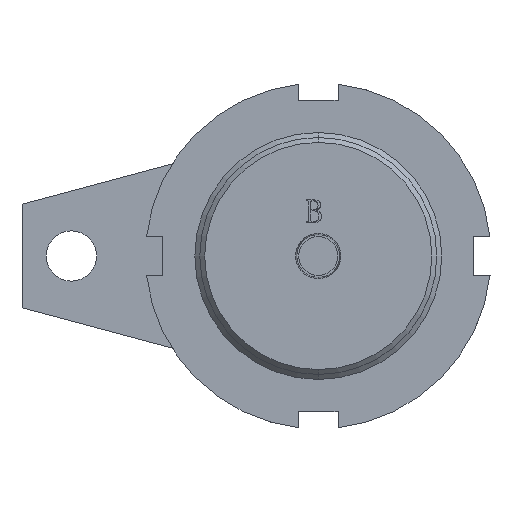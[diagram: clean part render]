
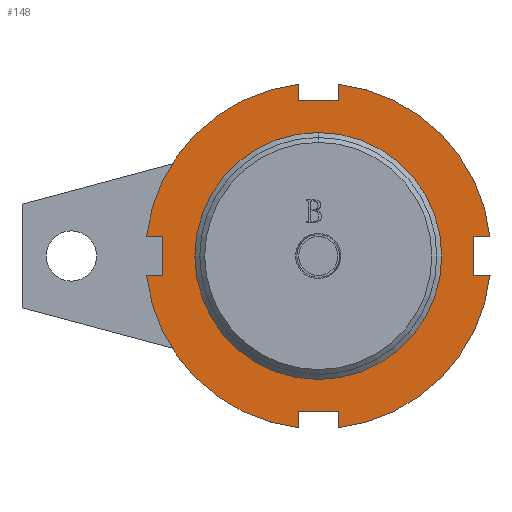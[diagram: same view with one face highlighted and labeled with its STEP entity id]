
A CAD part, front view. The second image highlights one B-rep face of the part: STEP entity #148.
In plain terms, the highlighted face is planar.
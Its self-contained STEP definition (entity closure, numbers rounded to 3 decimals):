
#148 = ADVANCED_FACE ( 'NONE', ( #3140, #3150 ), #4272, .T. ) ;
#217 = VERTEX_POINT ( 'NONE', #4231 ) ;
#243 = ORIENTED_EDGE ( 'NONE', *, *, #6180, .T. ) ;
#247 = ORIENTED_EDGE ( 'NONE', *, *, #6215, .F. ) ;
#356 = ORIENTED_EDGE ( 'NONE', *, *, #6235, .T. ) ;
#373 = VERTEX_POINT ( 'NONE', #4305 ) ;
#377 = VERTEX_POINT ( 'NONE', #4308 ) ;
#387 = VERTEX_POINT ( 'NONE', #4246 ) ;
#398 = VERTEX_POINT ( 'NONE', #4508 ) ;
#401 = VERTEX_POINT ( 'NONE', #4506 ) ;
#411 = ORIENTED_EDGE ( 'NONE', *, *, #6176, .T. ) ;
#412 = ORIENTED_EDGE ( 'NONE', *, *, #6205, .T. ) ;
#413 = VERTEX_POINT ( 'NONE', #4367 ) ;
#431 = ORIENTED_EDGE ( 'NONE', *, *, #6290, .F. ) ;
#445 = VERTEX_POINT ( 'NONE', #4573 ) ;
#468 = VERTEX_POINT ( 'NONE', #4463 ) ;
#470 = VERTEX_POINT ( 'NONE', #4469 ) ;
#474 = VERTEX_POINT ( 'NONE', #4526 ) ;
#477 = VERTEX_POINT ( 'NONE', #4545 ) ;
#478 = ORIENTED_EDGE ( 'NONE', *, *, #6265, .T. ) ;
#481 = ORIENTED_EDGE ( 'NONE', *, *, #6277, .T. ) ;
#485 = ORIENTED_EDGE ( 'NONE', *, *, #6201, .T. ) ;
#494 = ORIENTED_EDGE ( 'NONE', *, *, #6236, .T. ) ;
#502 = VERTEX_POINT ( 'NONE', #4728 ) ;
#504 = ORIENTED_EDGE ( 'NONE', *, *, #6147, .T. ) ;
#505 = ORIENTED_EDGE ( 'NONE', *, *, #6273, .T. ) ;
#507 = ORIENTED_EDGE ( 'NONE', *, *, #6184, .T. ) ;
#510 = VERTEX_POINT ( 'NONE', #4673 ) ;
#523 = ORIENTED_EDGE ( 'NONE', *, *, #6177, .T. ) ;
#527 = ORIENTED_EDGE ( 'NONE', *, *, #6222, .T. ) ;
#531 = ORIENTED_EDGE ( 'NONE', *, *, #6173, .T. ) ;
#744 = DIRECTION ( 'NONE',  ( 1., 0., 0. ) ) ;
#745 = DIRECTION ( 'NONE',  ( 0., 0., 1. ) ) ;
#746 = CARTESIAN_POINT ( 'NONE',  ( 0., 0., 11. ) ) ;
#1186 = VERTEX_POINT ( 'NONE', #4260 ) ;
#1377 = VERTEX_POINT ( 'NONE', #4249 ) ;
#1402 = EDGE_LOOP ( 'NONE', ( #505, #504, #494, #485, #507, #481, #412, #356, #478, #1735, #411, #1714, #531, #527, #523, #243 ) ) ;
#1540 = EDGE_LOOP ( 'NONE', ( #431, #247 ) ) ;
#1608 = VERTEX_POINT ( 'NONE', #4452 ) ;
#1668 = VERTEX_POINT ( 'NONE', #4454 ) ;
#1714 = ORIENTED_EDGE ( 'NONE', *, *, #6194, .T. ) ;
#1735 = ORIENTED_EDGE ( 'NONE', *, *, #6204, .T. ) ;
#2615 = AXIS2_PLACEMENT_3D ( 'NONE', #5057, #5056, #5055 ) ;
#2636 = AXIS2_PLACEMENT_3D ( 'NONE', #5030, #5029, #5028 ) ;
#2719 = AXIS2_PLACEMENT_3D ( 'NONE', #4932, #4931, #4930 ) ;
#2740 = AXIS2_PLACEMENT_3D ( 'NONE', #4763, #4762, #4761 ) ;
#2756 = AXIS2_PLACEMENT_3D ( 'NONE', #746, #745, #744 ) ;
#2866 = AXIS2_PLACEMENT_3D ( 'NONE', #4745, #4744, #4743 ) ;
#3057 = CIRCLE ( 'NONE', #2866, 35. ) ;
#3092 = LINE ( 'NONE', #5173, #3102 ) ;
#3102 = VECTOR ( 'NONE', #5172, 1000. ) ;
#3128 = LINE ( 'NONE', #5058, #3381 ) ;
#3132 = CIRCLE ( 'NONE', #2615, 35. ) ;
#3140 = FACE_OUTER_BOUND ( 'NONE', #1402, .T. ) ;
#3150 = FACE_BOUND ( 'NONE', #1540, .T. ) ;
#3152 = LINE ( 'NONE', #5003, #3277 ) ;
#3154 = VECTOR ( 'NONE', #4967, 1000. ) ;
#3166 = VECTOR ( 'NONE', #4851, 1000. ) ;
#3184 = VECTOR ( 'NONE', #4853, 1000. ) ;
#3189 = LINE ( 'NONE', #4852, #3166 ) ;
#3202 = LINE ( 'NONE', #4902, #3203 ) ;
#3203 = VECTOR ( 'NONE', #4901, 1000. ) ;
#3205 = LINE ( 'NONE', #4860, #3184 ) ;
#3240 = CIRCLE ( 'NONE', #2719, 24.25 ) ;
#3248 = VECTOR ( 'NONE', #4965, 1000. ) ;
#3255 = LINE ( 'NONE', #4966, #3248 ) ;
#3257 = VECTOR ( 'NONE', #4973, 1000. ) ;
#3258 = LINE ( 'NONE', #4990, #3154 ) ;
#3272 = LINE ( 'NONE', #4974, #3257 ) ;
#3277 = VECTOR ( 'NONE', #5019, 1000. ) ;
#3291 = CIRCLE ( 'NONE', #2636, 35. ) ;
#3347 = CIRCLE ( 'NONE', #2740, 35. ) ;
#3373 = LINE ( 'NONE', #5048, #3398 ) ;
#3377 = VECTOR ( 'NONE', #5050, 1000. ) ;
#3381 = VECTOR ( 'NONE', #5052, 1000. ) ;
#3398 = VECTOR ( 'NONE', #5049, 1000. ) ;
#3407 = LINE ( 'NONE', #5051, #3377 ) ;
#3567 = CIRCLE ( 'NONE', #2756, 24.25 ) ;
#3579 = VECTOR ( 'NONE', #5274, 1000. ) ;
#3587 = LINE ( 'NONE', #4747, #3579 ) ;
#4231 = CARTESIAN_POINT ( 'NONE',  ( 34.771, -4., 11. ) ) ;
#4246 = CARTESIAN_POINT ( 'NONE',  ( 34.771, 4., 11. ) ) ;
#4249 = CARTESIAN_POINT ( 'NONE',  ( -4., 34.771, 11. ) ) ;
#4260 = CARTESIAN_POINT ( 'NONE',  ( -24.25, 0., 11. ) ) ;
#4266 = DIRECTION ( 'NONE',  ( 1., 0., 0. ) ) ;
#4272 = PLANE ( 'NONE',  #6028 ) ;
#4273 = CARTESIAN_POINT ( 'NONE',  ( 0., 0., 11. ) ) ;
#4280 = DIRECTION ( 'NONE',  ( 0., 0., 1. ) ) ;
#4305 = CARTESIAN_POINT ( 'NONE',  ( 4., -34.771, 11. ) ) ;
#4308 = CARTESIAN_POINT ( 'NONE',  ( 31.5, -4., 11. ) ) ;
#4367 = CARTESIAN_POINT ( 'NONE',  ( 31.5, 4., 11. ) ) ;
#4452 = CARTESIAN_POINT ( 'NONE',  ( -34.771, 4., 11. ) ) ;
#4454 = CARTESIAN_POINT ( 'NONE',  ( 24.25, 0., 11. ) ) ;
#4463 = CARTESIAN_POINT ( 'NONE',  ( -31.5, -4., 11. ) ) ;
#4469 = CARTESIAN_POINT ( 'NONE',  ( 4., -31.5, 11. ) ) ;
#4506 = CARTESIAN_POINT ( 'NONE',  ( -4., 31.5, 11. ) ) ;
#4508 = CARTESIAN_POINT ( 'NONE',  ( -31.5, 4., 11. ) ) ;
#4526 = CARTESIAN_POINT ( 'NONE',  ( -4., -34.771, 11. ) ) ;
#4545 = CARTESIAN_POINT ( 'NONE',  ( -4., -31.5, 11. ) ) ;
#4573 = CARTESIAN_POINT ( 'NONE',  ( 4., 31.5, 11. ) ) ;
#4673 = CARTESIAN_POINT ( 'NONE',  ( -34.771, -4., 11. ) ) ;
#4728 = CARTESIAN_POINT ( 'NONE',  ( 4., 34.771, 11. ) ) ;
#4743 = DIRECTION ( 'NONE',  ( 1., 0., 0. ) ) ;
#4744 = DIRECTION ( 'NONE',  ( 0., 0., 1. ) ) ;
#4745 = CARTESIAN_POINT ( 'NONE',  ( 0., 0., 11. ) ) ;
#4747 = CARTESIAN_POINT ( 'NONE',  ( -4., -34.771, 11. ) ) ;
#4761 = DIRECTION ( 'NONE',  ( 1., 0., 0. ) ) ;
#4762 = DIRECTION ( 'NONE',  ( 0., 0., 1. ) ) ;
#4763 = CARTESIAN_POINT ( 'NONE',  ( 0., 0., 11. ) ) ;
#4851 = DIRECTION ( 'NONE',  ( 0., -1., 0. ) ) ;
#4852 = CARTESIAN_POINT ( 'NONE',  ( -31.5, -4., 11. ) ) ;
#4853 = DIRECTION ( 'NONE',  ( 0., -1., 0. ) ) ;
#4860 = CARTESIAN_POINT ( 'NONE',  ( 4., -34.771, 11. ) ) ;
#4901 = DIRECTION ( 'NONE',  ( 0., -1., 0. ) ) ;
#4902 = CARTESIAN_POINT ( 'NONE',  ( 4., 34.771, 11. ) ) ;
#4930 = DIRECTION ( 'NONE',  ( 1., 0., 0. ) ) ;
#4931 = DIRECTION ( 'NONE',  ( 0., 0., 1. ) ) ;
#4932 = CARTESIAN_POINT ( 'NONE',  ( 0., 0., 11. ) ) ;
#4965 = DIRECTION ( 'NONE',  ( 1., 0., 0. ) ) ;
#4966 = CARTESIAN_POINT ( 'NONE',  ( 4., -31.5, 11. ) ) ;
#4967 = DIRECTION ( 'NONE',  ( -1., 0., 0. ) ) ;
#4973 = DIRECTION ( 'NONE',  ( -1., 0., 0. ) ) ;
#4974 = CARTESIAN_POINT ( 'NONE',  ( -34.771, -4., 11. ) ) ;
#4990 = CARTESIAN_POINT ( 'NONE',  ( 34.771, -4., 11. ) ) ;
#5003 = CARTESIAN_POINT ( 'NONE',  ( 34.771, 4., 11. ) ) ;
#5019 = DIRECTION ( 'NONE',  ( 1., 0., 0. ) ) ;
#5028 = DIRECTION ( 'NONE',  ( 1., 0., 0. ) ) ;
#5029 = DIRECTION ( 'NONE',  ( 0., 0., 1. ) ) ;
#5030 = CARTESIAN_POINT ( 'NONE',  ( 0., 0., 11. ) ) ;
#5048 = CARTESIAN_POINT ( 'NONE',  ( -4., 34.771, 11. ) ) ;
#5049 = DIRECTION ( 'NONE',  ( 0., 1., 0. ) ) ;
#5050 = DIRECTION ( 'NONE',  ( -1., 0., 0. ) ) ;
#5051 = CARTESIAN_POINT ( 'NONE',  ( -4., 31.5, 11. ) ) ;
#5052 = DIRECTION ( 'NONE',  ( 0., 1., 0. ) ) ;
#5055 = DIRECTION ( 'NONE',  ( 1., 0., 0. ) ) ;
#5056 = DIRECTION ( 'NONE',  ( 0., 0., 1. ) ) ;
#5057 = CARTESIAN_POINT ( 'NONE',  ( 0., 0., 11. ) ) ;
#5058 = CARTESIAN_POINT ( 'NONE',  ( 31.5, 4., 11. ) ) ;
#5172 = DIRECTION ( 'NONE',  ( 1., 0., 0. ) ) ;
#5173 = CARTESIAN_POINT ( 'NONE',  ( -34.771, 4., 11. ) ) ;
#5274 = DIRECTION ( 'NONE',  ( 0., 1., 0. ) ) ;
#6028 = AXIS2_PLACEMENT_3D ( 'NONE', #4273, #4280, #4266 ) ;
#6147 = EDGE_CURVE ( 'NONE', #1608, #398, #3092, .T. ) ;
#6173 = EDGE_CURVE ( 'NONE', #387, #502, #3132, .T. ) ;
#6176 = EDGE_CURVE ( 'NONE', #377, #413, #3128, .T. ) ;
#6177 = EDGE_CURVE ( 'NONE', #445, #401, #3407, .T. ) ;
#6180 = EDGE_CURVE ( 'NONE', #401, #1377, #3373, .T. ) ;
#6184 = EDGE_CURVE ( 'NONE', #510, #474, #3291, .T. ) ;
#6194 = EDGE_CURVE ( 'NONE', #413, #387, #3152, .T. ) ;
#6201 = EDGE_CURVE ( 'NONE', #468, #510, #3272, .T. ) ;
#6204 = EDGE_CURVE ( 'NONE', #217, #377, #3258, .T. ) ;
#6205 = EDGE_CURVE ( 'NONE', #477, #470, #3255, .T. ) ;
#6215 = EDGE_CURVE ( 'NONE', #1668, #1186, #3240, .T. ) ;
#6222 = EDGE_CURVE ( 'NONE', #502, #445, #3202, .T. ) ;
#6235 = EDGE_CURVE ( 'NONE', #470, #373, #3205, .T. ) ;
#6236 = EDGE_CURVE ( 'NONE', #398, #468, #3189, .T. ) ;
#6265 = EDGE_CURVE ( 'NONE', #373, #217, #3347, .T. ) ;
#6273 = EDGE_CURVE ( 'NONE', #1377, #1608, #3057, .T. ) ;
#6277 = EDGE_CURVE ( 'NONE', #474, #477, #3587, .T. ) ;
#6290 = EDGE_CURVE ( 'NONE', #1186, #1668, #3567, .T. ) ;
